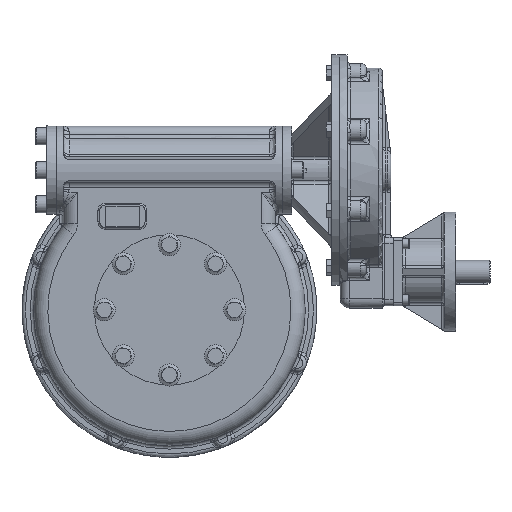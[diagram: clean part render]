
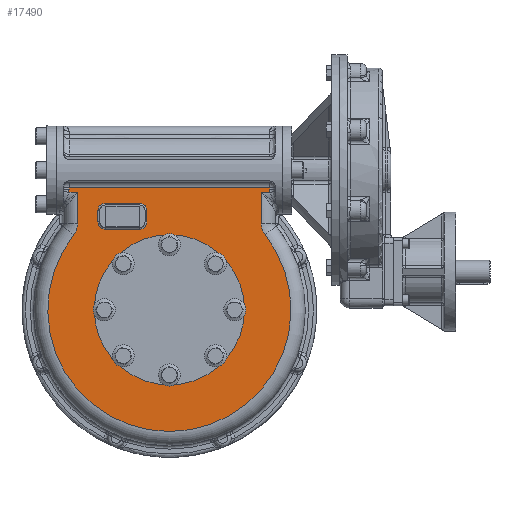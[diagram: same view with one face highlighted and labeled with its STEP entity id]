
A CAD part, top view. The second image highlights one B-rep face of the part: STEP entity #17490.
In plain terms, the highlighted planar face has unit normal (0, 0, 1).
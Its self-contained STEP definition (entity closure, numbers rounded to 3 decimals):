
#690=B_SPLINE_CURVE_WITH_KNOTS('',3,(#47423,#47424,#47425,#47426),
 .UNSPECIFIED.,.F.,.F.,(4,4),(0.,0.006),.UNSPECIFIED.);
#691=B_SPLINE_CURVE_WITH_KNOTS('',3,(#47493,#47494,#47495,#47496),
 .UNSPECIFIED.,.F.,.F.,(4,4),(0.,0.006),.UNSPECIFIED.);
#2045=LINE('',#47432,#2846);
#2048=LINE('',#47443,#2849);
#2050=LINE('',#47453,#2851);
#2051=LINE('',#47582,#2852);
#2054=LINE('',#47604,#2855);
#2055=LINE('',#47609,#2856);
#2057=LINE('',#47624,#2858);
#2081=LINE('',#50333,#2882);
#2082=LINE('',#50334,#2883);
#2083=LINE('',#50342,#2884);
#2084=LINE('',#50343,#2885);
#2846=VECTOR('',#26356,1000.);
#2849=VECTOR('',#26369,1000.);
#2851=VECTOR('',#26381,1000.);
#2852=VECTOR('',#26392,1000.);
#2855=VECTOR('',#26417,1000.);
#2856=VECTOR('',#26422,1000.);
#2858=VECTOR('',#26442,1000.);
#2882=VECTOR('',#26586,1000.);
#2883=VECTOR('',#26587,1000.);
#2884=VECTOR('',#26594,1000.);
#2885=VECTOR('',#26595,1000.);
#6797=ORIENTED_EDGE('',*,*,#9610,.T.);
#6798=ORIENTED_EDGE('',*,*,#10033,.T.);
#6799=ORIENTED_EDGE('',*,*,#10028,.T.);
#6800=ORIENTED_EDGE('',*,*,#10035,.T.);
#6801=ORIENTED_EDGE('',*,*,#10041,.T.);
#6802=ORIENTED_EDGE('',*,*,#10047,.T.);
#6803=ORIENTED_EDGE('',*,*,#10049,.T.);
#6804=ORIENTED_EDGE('',*,*,#10045,.T.);
#6805=ORIENTED_EDGE('',*,*,#10039,.T.);
#6806=ORIENTED_EDGE('',*,*,#10021,.T.);
#6807=ORIENTED_EDGE('',*,*,#10023,.T.);
#6808=ORIENTED_EDGE('',*,*,#10144,.T.);
#6809=ORIENTED_EDGE('',*,*,#10145,.T.);
#6810=ORIENTED_EDGE('',*,*,#10146,.T.);
#6811=ORIENTED_EDGE('',*,*,#10147,.T.);
#6812=ORIENTED_EDGE('',*,*,#10148,.T.);
#6813=ORIENTED_EDGE('',*,*,#10149,.T.);
#6814=ORIENTED_EDGE('',*,*,#10150,.T.);
#6815=ORIENTED_EDGE('',*,*,#10007,.T.);
#6816=ORIENTED_EDGE('',*,*,#10010,.T.);
#6817=ORIENTED_EDGE('',*,*,#10016,.T.);
#9610=EDGE_CURVE('',#11743,#11743,#13153,.F.);
#10007=EDGE_CURVE('',#11974,#11977,#690,.T.);
#10010=EDGE_CURVE('',#11977,#11979,#2045,.T.);
#10016=EDGE_CURVE('',#11979,#11982,#2048,.F.);
#10021=EDGE_CURVE('',#11982,#11985,#2050,.T.);
#10023=EDGE_CURVE('',#11985,#11987,#691,.T.);
#10028=EDGE_CURVE('',#11991,#11990,#2051,.F.);
#10033=EDGE_CURVE('',#11993,#11991,#13411,.F.);
#10035=EDGE_CURVE('',#11990,#11996,#13413,.F.);
#10039=EDGE_CURVE('',#11997,#11993,#2054,.F.);
#10041=EDGE_CURVE('',#11996,#12000,#2055,.F.);
#10045=EDGE_CURVE('',#12001,#11997,#13419,.F.);
#10047=EDGE_CURVE('',#12000,#12004,#13421,.F.);
#10049=EDGE_CURVE('',#12004,#12001,#2057,.F.);
#10144=EDGE_CURVE('',#11987,#11946,#2081,.T.);
#10145=EDGE_CURVE('',#11946,#12052,#2082,.F.);
#10146=EDGE_CURVE('',#12052,#12053,#13449,.F.);
#10147=EDGE_CURVE('',#12053,#12054,#13450,.T.);
#10148=EDGE_CURVE('',#12054,#12055,#13451,.F.);
#10149=EDGE_CURVE('',#12055,#11918,#2083,.F.);
#10150=EDGE_CURVE('',#11918,#11974,#2084,.F.);
#11743=VERTEX_POINT('',#42540);
#11918=VERTEX_POINT('',#46383);
#11946=VERTEX_POINT('',#47117);
#11974=VERTEX_POINT('',#47373);
#11977=VERTEX_POINT('',#47422);
#11979=VERTEX_POINT('',#47431);
#11982=VERTEX_POINT('',#47442);
#11985=VERTEX_POINT('',#47452);
#11987=VERTEX_POINT('',#47492);
#11990=VERTEX_POINT('',#47581);
#11991=VERTEX_POINT('',#47583);
#11993=VERTEX_POINT('',#47589);
#11996=VERTEX_POINT('',#47596);
#11997=VERTEX_POINT('',#47601);
#12000=VERTEX_POINT('',#47608);
#12001=VERTEX_POINT('',#47613);
#12004=VERTEX_POINT('',#47620);
#12052=VERTEX_POINT('',#50335);
#12053=VERTEX_POINT('',#50337);
#12054=VERTEX_POINT('',#50339);
#12055=VERTEX_POINT('',#50341);
#13153=CIRCLE('',#21732,131.25);
#13411=CIRCLE('',#22114,13.);
#13413=CIRCLE('',#22117,13.);
#13419=CIRCLE('',#22126,13.);
#13421=CIRCLE('',#22129,13.);
#13449=CIRCLE('',#22192,31.);
#13450=CIRCLE('',#22193,214.5);
#13451=CIRCLE('',#22194,31.);
#14592=EDGE_LOOP('',(#6797));
#14593=EDGE_LOOP('',(#6798,#6799,#6800,#6801,#6802,#6803,#6804,#6805));
#14594=EDGE_LOOP('',(#6806,#6807,#6808,#6809,#6810,#6811,#6812,#6813,#6814,
#6815,#6816,#6817));
#15929=FACE_BOUND('',#14592,.T.);
#15930=FACE_BOUND('',#14593,.T.);
#15931=FACE_BOUND('',#14594,.T.);
#16487=PLANE('',#22191);
#17490=ADVANCED_FACE('',(#15929,#15930,#15931),#16487,.T.);
#21732=AXIS2_PLACEMENT_3D('',#42539,#25595,#25596);
#22114=AXIS2_PLACEMENT_3D('',#47592,#26402,#26403);
#22117=AXIS2_PLACEMENT_3D('',#47597,#26408,#26409);
#22126=AXIS2_PLACEMENT_3D('',#47616,#26430,#26431);
#22129=AXIS2_PLACEMENT_3D('',#47621,#26436,#26437);
#22191=AXIS2_PLACEMENT_3D('',#50332,#26584,#26585);
#22192=AXIS2_PLACEMENT_3D('',#50336,#26588,#26589);
#22193=AXIS2_PLACEMENT_3D('',#50338,#26590,#26591);
#22194=AXIS2_PLACEMENT_3D('',#50340,#26592,#26593);
#25595=DIRECTION('',(0.,0.,1.));
#25596=DIRECTION('',(1.,0.,0.));
#26356=DIRECTION('',(0.,1.,0.));
#26369=DIRECTION('',(1.,0.,0.));
#26381=DIRECTION('',(0.,-1.,0.));
#26392=DIRECTION('',(-1.,0.,0.));
#26402=DIRECTION('',(0.,0.,1.));
#26403=DIRECTION('',(1.,0.,0.));
#26408=DIRECTION('',(0.,0.,1.));
#26409=DIRECTION('',(1.,0.,0.));
#26417=DIRECTION('',(0.,-1.,0.));
#26422=DIRECTION('',(0.,1.,0.));
#26430=DIRECTION('',(0.,0.,1.));
#26431=DIRECTION('',(1.,0.,0.));
#26436=DIRECTION('',(0.,0.,1.));
#26437=DIRECTION('',(1.,0.,0.));
#26442=DIRECTION('',(1.,0.,0.));
#26584=DIRECTION('',(0.,0.,1.));
#26585=DIRECTION('',(1.,0.,0.));
#26586=DIRECTION('',(1.,0.,0.));
#26587=DIRECTION('',(0.,1.,0.));
#26588=DIRECTION('',(0.,0.,1.));
#26589=DIRECTION('',(1.,0.,0.));
#26590=DIRECTION('',(0.,0.,1.));
#26591=DIRECTION('',(1.,0.,0.));
#26592=DIRECTION('',(0.,0.,1.));
#26593=DIRECTION('',(1.,0.,0.));
#26594=DIRECTION('',(0.,-1.,0.));
#26595=DIRECTION('',(-1.,0.,0.));
#42539=CARTESIAN_POINT('',(0.,0.,60.));
#42540=CARTESIAN_POINT('',(131.25,0.,60.));
#46383=CARTESIAN_POINT('',(162.,207.249,60.));
#47117=CARTESIAN_POINT('',(-162.,207.249,60.));
#47373=CARTESIAN_POINT('',(177.37,207.249,60.));
#47422=CARTESIAN_POINT('',(177.,213.12,60.));
#47423=CARTESIAN_POINT('',(177.37,207.249,60.));
#47424=CARTESIAN_POINT('',(177.104,209.197,60.));
#47425=CARTESIAN_POINT('',(177.,211.155,60.));
#47426=CARTESIAN_POINT('',(177.,213.12,60.));
#47431=CARTESIAN_POINT('',(177.,215.651,60.));
#47432=CARTESIAN_POINT('',(177.,212.972,60.));
#47442=CARTESIAN_POINT('',(-177.,215.651,60.));
#47443=CARTESIAN_POINT('',(-177.,215.651,60.));
#47452=CARTESIAN_POINT('',(-177.,213.12,60.));
#47453=CARTESIAN_POINT('',(-177.,207.249,60.));
#47492=CARTESIAN_POINT('',(-177.37,207.249,60.));
#47493=CARTESIAN_POINT('',(-177.,213.12,60.));
#47494=CARTESIAN_POINT('',(-177.,211.155,60.));
#47495=CARTESIAN_POINT('',(-177.104,209.197,60.));
#47496=CARTESIAN_POINT('',(-177.37,207.249,60.));
#47581=CARTESIAN_POINT('',(-53.,188.,60.));
#47582=CARTESIAN_POINT('',(0.,188.,60.));
#47583=CARTESIAN_POINT('',(-113.,188.,60.));
#47589=CARTESIAN_POINT('',(-126.,175.,60.));
#47592=CARTESIAN_POINT('',(-113.,175.,60.));
#47596=CARTESIAN_POINT('',(-40.,175.,60.));
#47597=CARTESIAN_POINT('',(-53.,175.,60.));
#47601=CARTESIAN_POINT('',(-126.,155.,60.));
#47604=CARTESIAN_POINT('',(-126.,239.5,60.));
#47608=CARTESIAN_POINT('',(-40.,155.,60.));
#47609=CARTESIAN_POINT('',(-40.,239.5,60.));
#47613=CARTESIAN_POINT('',(-113.,142.,60.));
#47616=CARTESIAN_POINT('',(-113.,155.,60.));
#47620=CARTESIAN_POINT('',(-53.,142.,60.));
#47621=CARTESIAN_POINT('',(-53.,155.,60.));
#47624=CARTESIAN_POINT('',(0.,142.,60.));
#50332=CARTESIAN_POINT('',(0.,239.5,60.));
#50333=CARTESIAN_POINT('',(0.,207.249,60.));
#50334=CARTESIAN_POINT('',(-162.,151.728,60.));
#50335=CARTESIAN_POINT('',(-162.,151.728,60.));
#50336=CARTESIAN_POINT('',(-193.,151.728,60.));
#50337=CARTESIAN_POINT('',(-168.629,132.568,60.));
#50338=CARTESIAN_POINT('',(0.,0.,60.));
#50339=CARTESIAN_POINT('',(168.629,132.568,60.));
#50340=CARTESIAN_POINT('',(193.,151.728,60.));
#50341=CARTESIAN_POINT('',(162.,151.728,60.));
#50342=CARTESIAN_POINT('',(162.,246.38,60.));
#50343=CARTESIAN_POINT('',(0.,207.249,60.));
